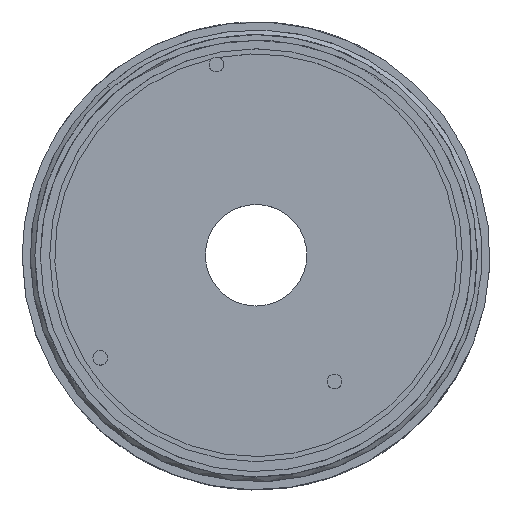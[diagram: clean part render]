
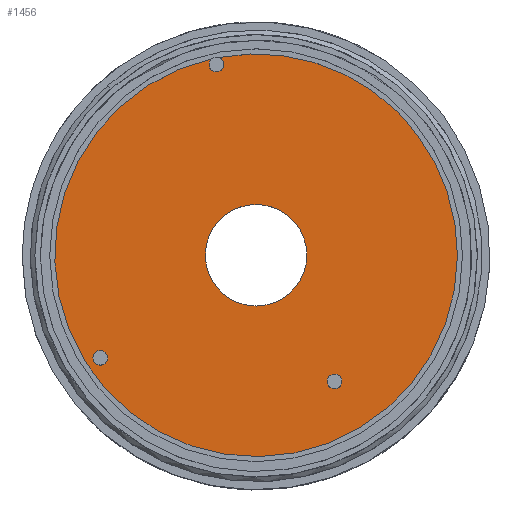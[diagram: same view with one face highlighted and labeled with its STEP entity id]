
A CAD part, top view. The second image highlights one B-rep face of the part: STEP entity #1456.
In plain terms, the highlighted planar face has unit normal (0, 0, 1).
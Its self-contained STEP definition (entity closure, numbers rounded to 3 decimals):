
#684=CARTESIAN_POINT('',(286.622,-52.108,-1.1));
#685=VERTEX_POINT('',#684);
#692=CARTESIAN_POINT('',(285.996,-51.276,-1.1));
#693=VERTEX_POINT('',#692);
#694=CARTESIAN_POINT('',(285.757,-52.108,-1.1));
#695=DIRECTION('',(-0.,-0.,-1.));
#696=DIRECTION('',(1.,0.,-0.));
#697=AXIS2_PLACEMENT_3D('',#694,#695,#696);
#698=CIRCLE('',#697,0.865);
#699=EDGE_CURVE('',#693,#685,#698,.T.);
#718=CARTESIAN_POINT('',(285.206,-51.441,-1.1));
#719=VERTEX_POINT('',#718);
#726=CARTESIAN_POINT('',(285.757,-52.108,-1.1));
#727=DIRECTION('',(-0.,-0.,-1.));
#728=DIRECTION('',(1.,0.,-0.));
#729=AXIS2_PLACEMENT_3D('',#726,#727,#728);
#730=CIRCLE('',#729,0.865);
#731=EDGE_CURVE('',#685,#719,#730,.T.);
#1398=CARTESIAN_POINT('',(79.89,-44.996,-1.1));
#1399=DIRECTION('',(0.,0.,1.));
#1400=DIRECTION('',(0.,-1.,0.));
#1401=AXIS2_PLACEMENT_3D('',#1398,#1399,#1400);
#1402=PLANE('',#1401);
#1403=CARTESIAN_POINT('',(296.456,-74.655,-1.1));
#1404=VERTEX_POINT('',#1403);
#1405=CARTESIAN_POINT('',(290.456,-74.655,-1.1));
#1406=DIRECTION('',(0.,0.,1.));
#1407=DIRECTION('',(1.,0.,-0.));
#1408=AXIS2_PLACEMENT_3D('',#1405,#1406,#1407);
#1409=CIRCLE('',#1408,6.);
#1410=EDGE_CURVE('',#1404,#1404,#1409,.T.);
#1411=ORIENTED_EDGE('',*,*,#1410,.F.);
#1412=EDGE_LOOP('',(#1411));
#1413=FACE_BOUND('',#1412,.T.);
#1414=CARTESIAN_POINT('',(314.256,-74.655,-1.1));
#1415=VERTEX_POINT('',#1414);
#1416=CARTESIAN_POINT('',(290.456,-74.655,-1.1));
#1417=DIRECTION('',(0.,0.,1.));
#1418=DIRECTION('',(1.,0.,-0.));
#1419=AXIS2_PLACEMENT_3D('',#1416,#1417,#1418);
#1420=CIRCLE('',#1419,23.8);
#1421=EDGE_CURVE('',#719,#1415,#1420,.T.);
#1422=ORIENTED_EDGE('',*,*,#1421,.T.);
#1423=CARTESIAN_POINT('',(290.456,-74.655,-1.1));
#1424=DIRECTION('',(0.,0.,1.));
#1425=DIRECTION('',(1.,0.,-0.));
#1426=AXIS2_PLACEMENT_3D('',#1423,#1424,#1425);
#1427=CIRCLE('',#1426,23.8);
#1428=EDGE_CURVE('',#1415,#693,#1427,.T.);
#1429=ORIENTED_EDGE('',*,*,#1428,.T.);
#1430=ORIENTED_EDGE('',*,*,#699,.T.);
#1431=ORIENTED_EDGE('',*,*,#731,.T.);
#1432=EDGE_LOOP('',(#1422,#1429,#1430,#1431));
#1433=FACE_BOUND('',#1432,.T.);
#1434=CARTESIAN_POINT('',(300.592,-89.573,-1.1));
#1435=VERTEX_POINT('',#1434);
#1436=CARTESIAN_POINT('',(299.727,-89.573,-1.1));
#1437=DIRECTION('',(0.,0.,1.));
#1438=DIRECTION('',(1.,0.,-0.));
#1439=AXIS2_PLACEMENT_3D('',#1436,#1437,#1438);
#1440=CIRCLE('',#1439,0.865);
#1441=EDGE_CURVE('',#1435,#1435,#1440,.T.);
#1442=ORIENTED_EDGE('',*,*,#1441,.F.);
#1443=EDGE_LOOP('',(#1442));
#1444=FACE_BOUND('',#1443,.T.);
#1445=CARTESIAN_POINT('',(272.906,-86.779,-1.1));
#1446=VERTEX_POINT('',#1445);
#1447=CARTESIAN_POINT('',(272.041,-86.779,-1.1));
#1448=DIRECTION('',(0.,0.,1.));
#1449=DIRECTION('',(1.,0.,-0.));
#1450=AXIS2_PLACEMENT_3D('',#1447,#1448,#1449);
#1451=CIRCLE('',#1450,0.865);
#1452=EDGE_CURVE('',#1446,#1446,#1451,.T.);
#1453=ORIENTED_EDGE('',*,*,#1452,.F.);
#1454=EDGE_LOOP('',(#1453));
#1455=FACE_BOUND('',#1454,.T.);
#1456=ADVANCED_FACE('',(#1413,#1433,#1444,#1455),#1402,.T.);
